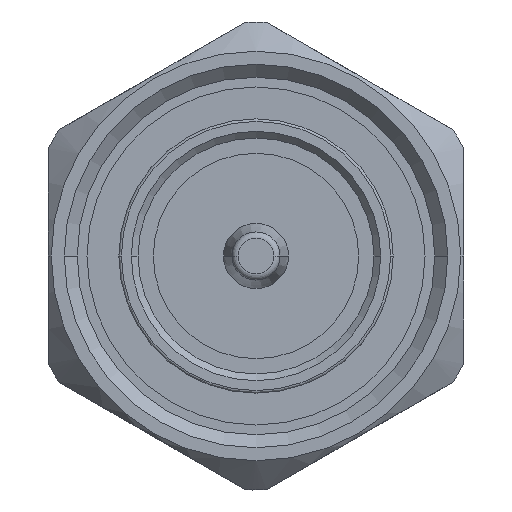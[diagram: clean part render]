
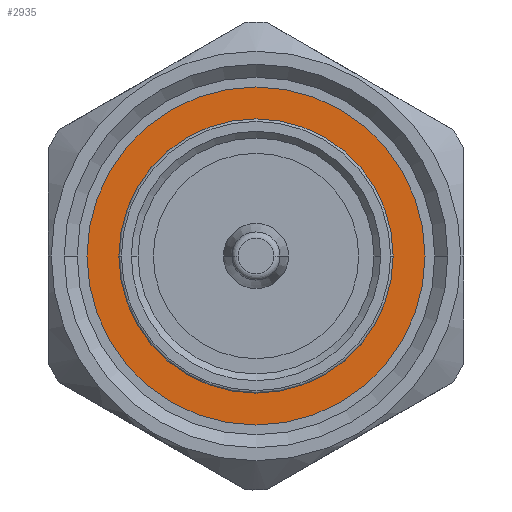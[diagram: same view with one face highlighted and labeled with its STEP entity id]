
A CAD part, left-side view. The second image highlights one B-rep face of the part: STEP entity #2935.
In plain terms, the highlighted planar face has unit normal (-1, 0, 0).
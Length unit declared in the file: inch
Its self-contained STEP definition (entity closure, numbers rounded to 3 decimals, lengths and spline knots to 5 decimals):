
#84 = CARTESIAN_POINT ( 'NONE',  ( 0.18197, 0., 0.41142 ) ) ;
#184 = AXIS2_PLACEMENT_3D ( 'NONE', #2750, #1931, #2316 ) ;
#284 = DIRECTION ( 'NONE',  ( 0., 0., -1. ) ) ;
#343 = DIRECTION ( 'NONE',  ( 0., 0., -1. ) ) ;
#781 = ORIENTED_EDGE ( 'NONE', *, *, #4626, .F. ) ;
#982 = AXIS2_PLACEMENT_3D ( 'NONE', #1671, #1623, #3929 ) ;
#1178 = VERTEX_POINT ( 'NONE', #1646 ) ;
#1295 = DIRECTION ( 'NONE',  ( 0., 0., -1. ) ) ;
#1623 = DIRECTION ( 'NONE',  ( -1., 0., 0. ) ) ;
#1646 = CARTESIAN_POINT ( 'NONE',  ( 0.18197, 0., 0.51181 ) ) ;
#1671 = CARTESIAN_POINT ( 'NONE',  ( 0.18197, 0., 0. ) ) ;
#1931 = DIRECTION ( 'NONE',  ( 1., 0., 0. ) ) ;
#1983 = DIRECTION ( 'NONE',  ( 1., 0., 0. ) ) ;
#2155 = CIRCLE ( 'NONE', #2230, 0.41142 ) ;
#2230 = AXIS2_PLACEMENT_3D ( 'NONE', #4833, #1983, #1295 ) ;
#2274 = FACE_BOUND ( 'NONE', #3565, .T. ) ;
#2316 = DIRECTION ( 'NONE',  ( 0., 0., -1. ) ) ;
#2382 = PLANE ( 'NONE',  #982 ) ;
#2389 = AXIS2_PLACEMENT_3D ( 'NONE', #2589, #3030, #343 ) ;
#2405 = ORIENTED_EDGE ( 'NONE', *, *, #3536, .T. ) ;
#2522 = CARTESIAN_POINT ( 'NONE',  ( 0.18197, 0., 0. ) ) ;
#2589 = CARTESIAN_POINT ( 'NONE',  ( 0.18197, 0., 0. ) ) ;
#2703 = CIRCLE ( 'NONE', #3474, 0.41142 ) ;
#2750 = CARTESIAN_POINT ( 'NONE',  ( 0.18197, 0., 0. ) ) ;
#2935 = ADVANCED_FACE ( 'NONE', ( #2274, #4621 ), #2382, .T. ) ;
#3030 = DIRECTION ( 'NONE',  ( -1., 0., 0. ) ) ;
#3313 = ORIENTED_EDGE ( 'NONE', *, *, #3811, .F. ) ;
#3474 = AXIS2_PLACEMENT_3D ( 'NONE', #2522, #4748, #284 ) ;
#3514 = EDGE_CURVE ( 'NONE', #3995, #1178, #4113, .T. ) ;
#3536 = EDGE_CURVE ( 'NONE', #4761, #4617, #2155, .T. ) ;
#3565 = EDGE_LOOP ( 'NONE', ( #2405, #3313 ) ) ;
#3668 = EDGE_LOOP ( 'NONE', ( #4763, #781 ) ) ;
#3811 = EDGE_CURVE ( 'NONE', #4761, #4617, #2703, .T. ) ;
#3929 = DIRECTION ( 'NONE',  ( 0., 0., 1. ) ) ;
#3971 = CARTESIAN_POINT ( 'NONE',  ( 0.18197, 0., -0.41142 ) ) ;
#3995 = VERTEX_POINT ( 'NONE', #4659 ) ;
#4113 = CIRCLE ( 'NONE', #2389, 0.51181 ) ;
#4486 = CIRCLE ( 'NONE', #184, 0.51181 ) ;
#4617 = VERTEX_POINT ( 'NONE', #84 ) ;
#4621 = FACE_OUTER_BOUND ( 'NONE', #3668, .T. ) ;
#4626 = EDGE_CURVE ( 'NONE', #3995, #1178, #4486, .T. ) ;
#4659 = CARTESIAN_POINT ( 'NONE',  ( 0.18197, 0., -0.51181 ) ) ;
#4748 = DIRECTION ( 'NONE',  ( -1., 0., 0. ) ) ;
#4761 = VERTEX_POINT ( 'NONE', #3971 ) ;
#4763 = ORIENTED_EDGE ( 'NONE', *, *, #3514, .T. ) ;
#4833 = CARTESIAN_POINT ( 'NONE',  ( 0.18197, 0., 0. ) ) ;
